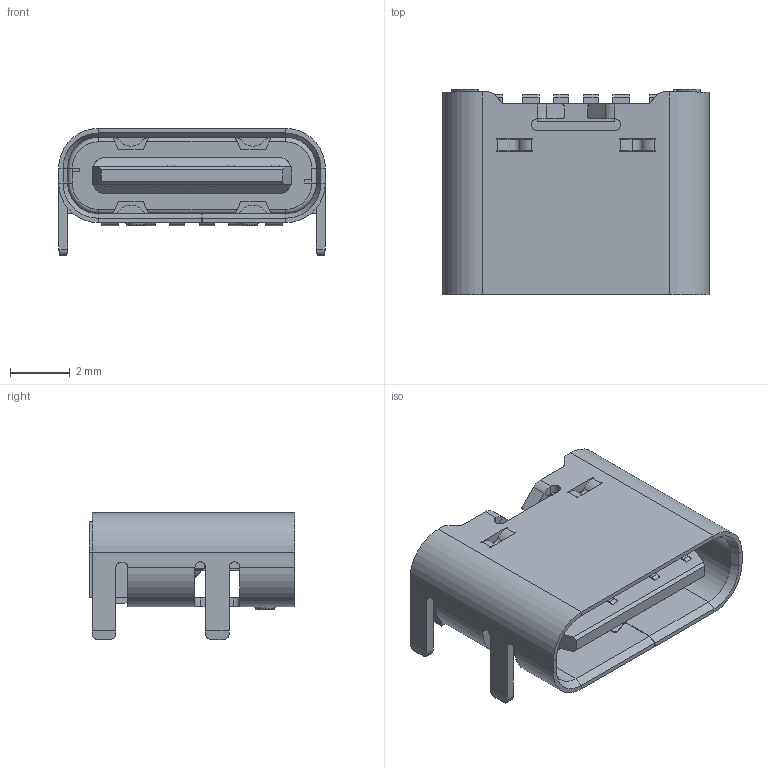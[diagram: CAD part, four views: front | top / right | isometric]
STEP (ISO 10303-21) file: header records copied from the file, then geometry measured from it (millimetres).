
FILE_DESCRIPTION(('FreeCAD Model'),'2;1');
FILE_NAME('Open CASCADE Shape Model','2021-06-17T08:33:24',( 'kicad StepUp'),('ksu MCAD'),'Open CASCADE STEP processor 7.5', 'FreeCAD','Unknown');
FILE_SCHEMA(('AUTOMOTIVE_DESIGN { 1 0 10303 214 1 1 1 1 }'));
Length unit declared in the file: millimetre
Products named in the file (2): UJC-HP-3-SMT-TR; Open CASCADE STEP translator 7.5 2.1
Assembly tree (1 placements, depth 2):
  UJC-HP-3-SMT-TR
    Open CASCADE STEP translator 7.5 2.1
Bounding box: 8.94 x 6.9 x 4.26 mm (x, y, z)
Volume: 88.6 mm3; surface area: 440.7 mm2
Topology: 14 solids, 14 shells, 501 faces, 1308 edges, 835 vertices
Faces by surface type: plane 353, cylinder 130, torus 12, cone 6
Full cylindrical faces by diameter (mm): 2.06 x1
Entity records: 15176 total; most frequent: CARTESIAN_POINT 2740, ORIENTED_EDGE 2610, DIRECTION 2542, EDGE_CURVE 1305, LINE 1006, VECTOR 1006, VERTEX_POINT 834, AXIS2_PLACEMENT_3D 768
